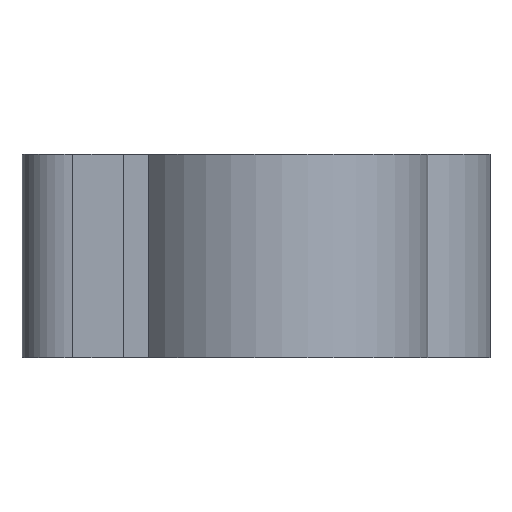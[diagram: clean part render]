
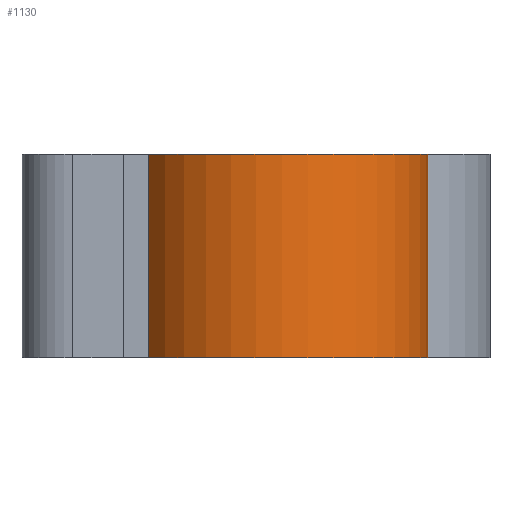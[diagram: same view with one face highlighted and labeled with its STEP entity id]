
A CAD part, left-side view. The second image highlights one B-rep face of the part: STEP entity #1130.
In plain terms, the highlighted cylindrical face has radius 3 mm (diameter 6 mm), a partial arc.
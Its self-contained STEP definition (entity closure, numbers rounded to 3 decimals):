
#83=FACE_OUTER_BOUND('',#147,.T.);
#147=EDGE_LOOP('',(#996,#997,#998,#999));
#167=CIRCLE('',#1202,3.);
#174=CIRCLE('',#1215,3.);
#324=LINE('',#4493,#388);
#326=LINE('',#4496,#390);
#388=VECTOR('',#1429,10.);
#390=VECTOR('',#1433,10.);
#487=VERTEX_POINT('',#3563);
#488=VERTEX_POINT('',#3565);
#504=VERTEX_POINT('',#4475);
#505=VERTEX_POINT('',#4477);
#639=EDGE_CURVE('',#487,#488,#167,.T.);
#670=EDGE_CURVE('',#505,#504,#174,.T.);
#678=EDGE_CURVE('',#505,#487,#324,.T.);
#680=EDGE_CURVE('',#504,#488,#326,.T.);
#996=ORIENTED_EDGE('',*,*,#678,.F.);
#997=ORIENTED_EDGE('',*,*,#670,.T.);
#998=ORIENTED_EDGE('',*,*,#680,.T.);
#999=ORIENTED_EDGE('',*,*,#639,.F.);
#1074=CYLINDRICAL_SURFACE('',#1222,3.);
#1130=ADVANCED_FACE('',(#83),#1074,.T.);
#1202=AXIS2_PLACEMENT_3D('',#3566,#1369,#1370);
#1215=AXIS2_PLACEMENT_3D('',#4478,#1411,#1412);
#1222=AXIS2_PLACEMENT_3D('',#4495,#1431,#1432);
#1369=DIRECTION('center_axis',(0.,0.,-1.));
#1370=DIRECTION('ref_axis',(1.,0.,0.));
#1411=DIRECTION('center_axis',(0.,0.,-1.));
#1412=DIRECTION('ref_axis',(1.,0.,0.));
#1429=DIRECTION('',(0.,0.,-1.));
#1431=DIRECTION('center_axis',(0.,0.,-1.));
#1432=DIRECTION('ref_axis',(-0.686,-0.728,0.));
#1433=DIRECTION('',(0.,0.,-1.));
#3563=CARTESIAN_POINT('',(80.348,-13.272,1.));
#3565=CARTESIAN_POINT('',(76.099,-9.267,1.));
#3566=CARTESIAN_POINT('Origin',(77.75,-11.772,1.));
#4475=CARTESIAN_POINT('',(76.099,-9.267,5.));
#4477=CARTESIAN_POINT('',(80.348,-13.272,5.));
#4478=CARTESIAN_POINT('Origin',(77.75,-11.772,5.));
#4493=CARTESIAN_POINT('',(80.348,-13.272,5.));
#4495=CARTESIAN_POINT('Origin',(77.75,-11.772,5.));
#4496=CARTESIAN_POINT('',(76.099,-9.267,5.));
